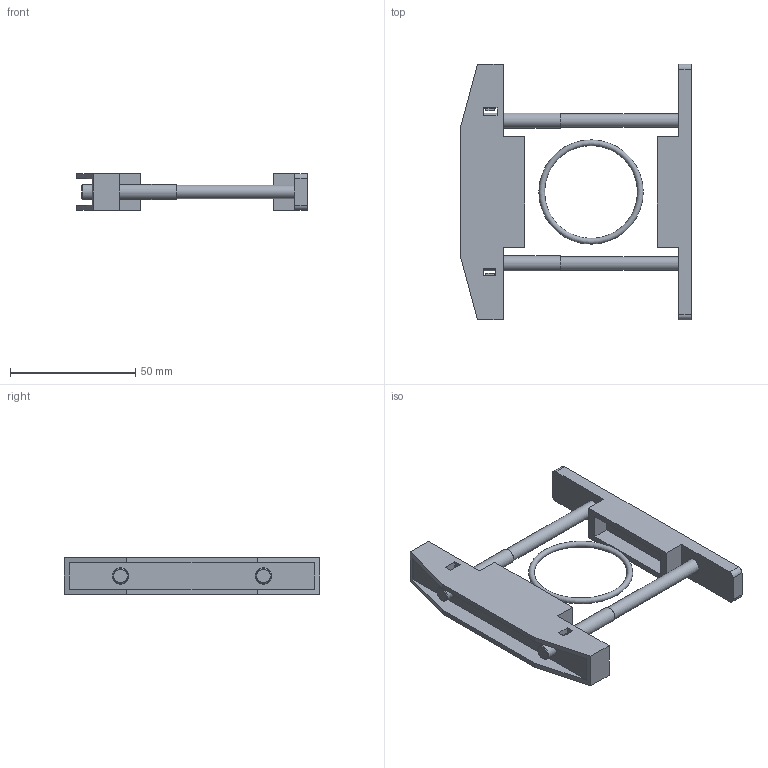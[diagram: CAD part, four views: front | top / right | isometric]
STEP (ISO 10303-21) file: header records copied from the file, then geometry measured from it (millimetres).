
FILE_DESCRIPTION(/* description */ ('STEP AP214'),/* implementation_level */ '2;1');
FILE_NAME(/* name */ '034831',/* time_stamp */ '2023-03-15T08:01:25+01:00',/* author */ ('License CC BY-ND 4.0'),/* organization */ ('CADENAS'),/* preprocessor_version */ 'ST-DEVELOPER v19.3',/* originating_system */ 'PARTsolutions',/* authorisation */ ' ');
FILE_SCHEMA (('AUTOMOTIVE_DESIGN {1 0 10303 214 3 1 1}'));
Length unit declared in the file: millimetre
Products named in the file (5): 034831; KP 300-4; KP 300-2; KP 300-3; KP 300-1
Assembly tree (5 placements, depth 2):
  034831
    KP 300-4
    KP 300-2
    KP 300-3  x2
    KP 300-1
Bounding box: 92 x 102 x 14.5 mm (x, y, z)
Volume: 33752.2 mm3; surface area: 20367 mm2
Topology: 5 solids, 5 shells, 147 faces, 354 edges, 219 vertices
Faces by surface type: plane 106, cylinder 32, cone 8, torus 1
Full cylindrical faces by diameter (mm): 5.387 x2, 6 x2, 6.4 x2, 6.5 x4, 11.3 x2
Entity records: 3463 total; most frequent: CARTESIAN_POINT 577, DIRECTION 560, ORIENTED_EDGE 546, EDGE_CURVE 273, LINE 228, VECTOR 228, VERTEX_POINT 183, AXIS2_PLACEMENT_3D 166
